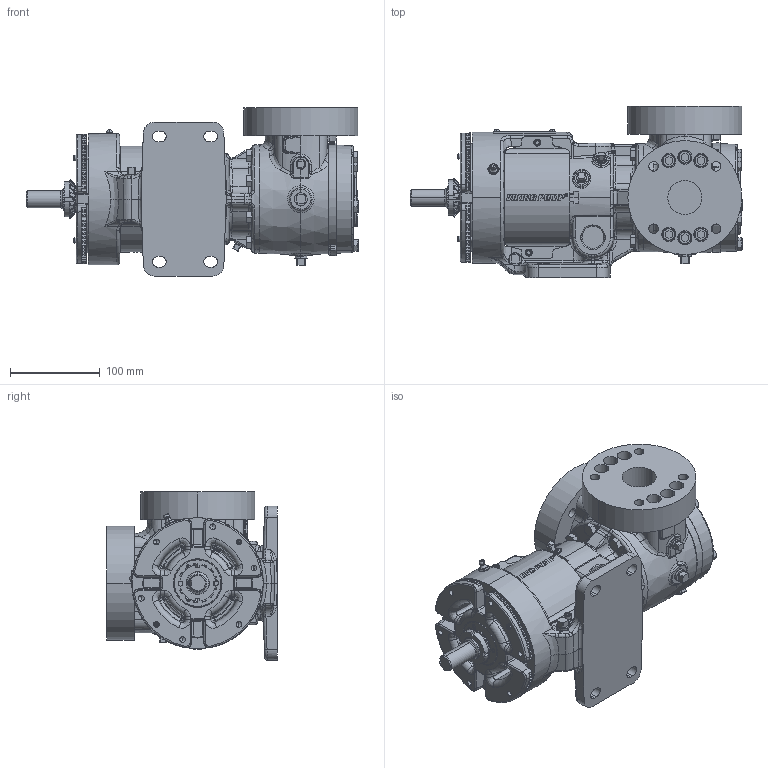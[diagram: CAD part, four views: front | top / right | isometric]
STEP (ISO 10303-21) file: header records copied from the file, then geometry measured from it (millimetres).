
FILE_DESCRIPTION (( 'STEP AP214' ), '1' );
FILE_NAME ('HV-4285.step', '2025-12-05T05:42:23', ( '' ), ( '' ), 'SwSTEP 2.0', 'SolidWorks 2024', '' );
FILE_SCHEMA (( 'AUTOMOTIVE_DESIGN' ));
Length unit declared in the file: inch
Products named in the file (1): HV-4285
Bounding box: 369.94 x 190.5 x 187.32 mm (x, y, z)
Volume: 4110088.1 mm3; surface area: 400553.4 mm2
Topology: 1 solids, 1 shells, 4363 faces, 11086 edges, 6947 vertices
Faces by surface type: plane 1469, bspline 1335, cylinder 880, cone 495, torus 110, sphere 74
Entity records: 182966 total; most frequent: CARTESIAN_POINT 88139, ORIENTED_EDGE 22048, DIRECTION 16098, EDGE_CURVE 11024, VERTEX_POINT 6939, AXIS2_PLACEMENT_3D 5759, EDGE_LOOP 4669, VECTOR 4580
